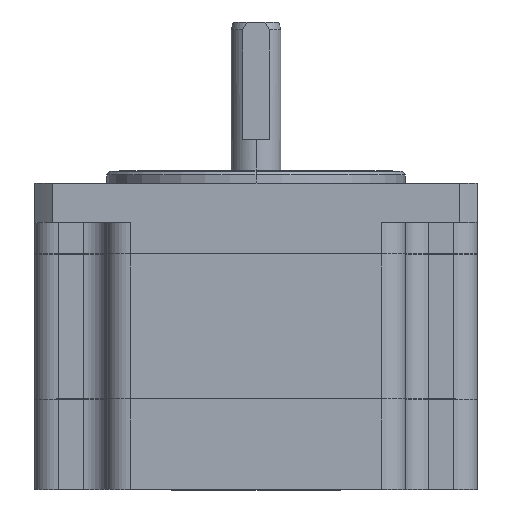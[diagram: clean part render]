
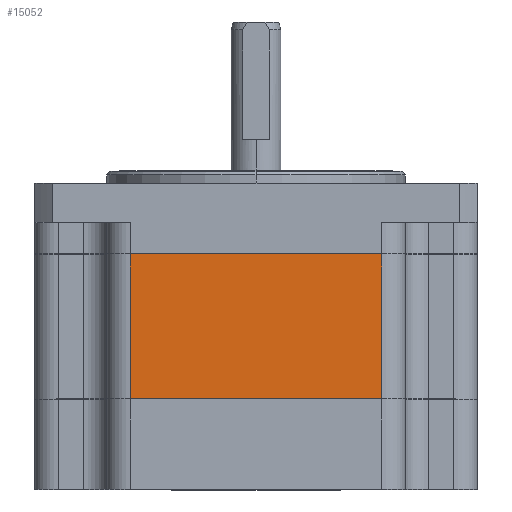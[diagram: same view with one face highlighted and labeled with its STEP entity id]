
A CAD part, top view. The second image highlights one B-rep face of the part: STEP entity #15052.
In plain terms, the highlighted planar face has unit normal (0, 0, 1).
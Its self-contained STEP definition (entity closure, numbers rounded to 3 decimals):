
#4021=DIRECTION('',(-1.,0.,0.));
#4022=VECTOR('',#4021,32.);
#4023=CARTESIAN_POINT('',(31.85,29.99,47.65));
#4024=LINE('',#4023,#4022);
#4253=DIRECTION('',(0.,1.,0.));
#4254=VECTOR('',#4253,18.48);
#4255=CARTESIAN_POINT('',(31.85,11.51,47.65));
#4256=LINE('',#4255,#4254);
#4261=DIRECTION('',(-1.,0.,0.));
#4262=VECTOR('',#4261,32.);
#4263=CARTESIAN_POINT('',(31.85,11.51,47.65));
#4264=LINE('',#4263,#4262);
#4269=DIRECTION('',(0.,-1.,0.));
#4270=VECTOR('',#4269,18.48);
#4271=CARTESIAN_POINT('',(-0.15,29.99,47.65));
#4272=LINE('',#4271,#4270);
#6430=CARTESIAN_POINT('',(31.85,11.51,47.65));
#6431=CARTESIAN_POINT('',(-0.15,11.51,47.65));
#6432=VERTEX_POINT('',#6430);
#6433=VERTEX_POINT('',#6431);
#6434=CARTESIAN_POINT('',(-0.15,29.99,47.65));
#6435=VERTEX_POINT('',#6434);
#6436=CARTESIAN_POINT('',(31.85,29.99,47.65));
#6437=VERTEX_POINT('',#6436);
#15040=CARTESIAN_POINT('',(-10.066,39.,47.65));
#15041=DIRECTION('',(0.,0.,-1.));
#15042=DIRECTION('',(-1.,0.,0.));
#15043=AXIS2_PLACEMENT_3D('',#15040,#15041,#15042);
#15044=PLANE('',#15043);
#15045=ORIENTED_EDGE('',*,*,#14829,.T.);
#15047=ORIENTED_EDGE('',*,*,#15046,.F.);
#15048=ORIENTED_EDGE('',*,*,#14725,.F.);
#15049=ORIENTED_EDGE('',*,*,#15033,.F.);
#15050=EDGE_LOOP('',(#15045,#15047,#15048,#15049));
#15051=FACE_OUTER_BOUND('',#15050,.F.);
#15052=ADVANCED_FACE('',(#15051),#15044,.F.);
#14725=EDGE_CURVE('',#6437,#6435,#4024,.T.);
#14829=EDGE_CURVE('',#6432,#6433,#4264,.T.);
#15033=EDGE_CURVE('',#6432,#6437,#4256,.T.);
#15046=EDGE_CURVE('',#6435,#6433,#4272,.T.);
